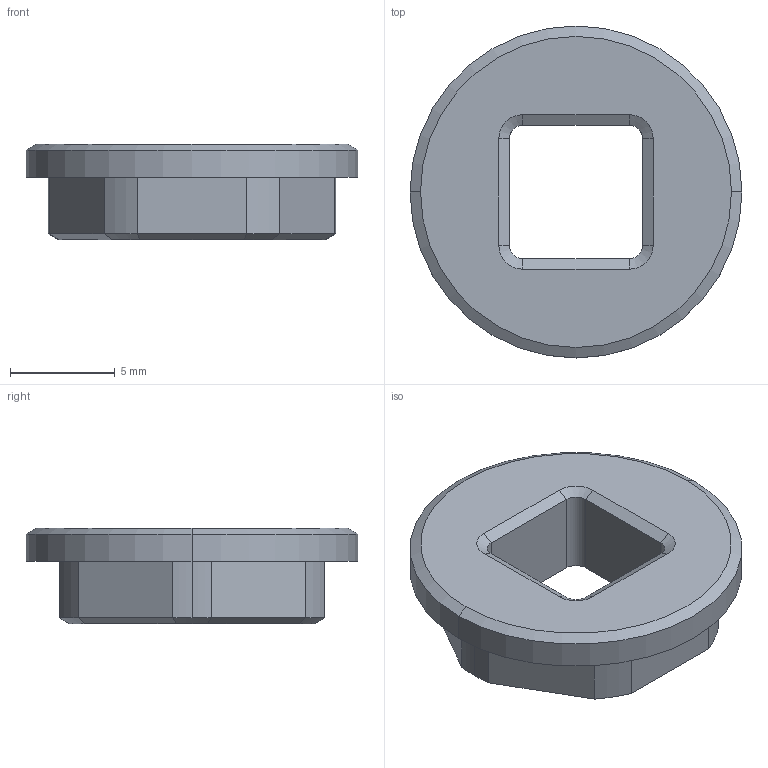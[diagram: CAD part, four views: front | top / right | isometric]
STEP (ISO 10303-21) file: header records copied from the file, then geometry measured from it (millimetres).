
FILE_DESCRIPTION (( 'STEP AP214' ), '1' );
FILE_NAME ('217-8004 0.125in 20210914.STEP', '2021-09-14T20:45:40', ( '' ), ( '' ), 'SwSTEP 2.0', 'SolidWorks 2019', '' );
FILE_SCHEMA (( 'AUTOMOTIVE_DESIGN' ));
Length unit declared in the file: millimetre
Products named in the file (1): 217-8004 0.125in 20210914
Bounding box: 15.88 x 15.88 x 4.59 mm (x, y, z)
Volume: 531.8 mm3; surface area: 603.7 mm2
Topology: 1 solids, 1 shells, 57 faces, 132 edges, 78 vertices
Faces by surface type: plane 27, cone 17, cylinder 13
Entity records: 1662 total; most frequent: CARTESIAN_POINT 304, DIRECTION 280, ORIENTED_EDGE 264, EDGE_CURVE 132, AXIS2_PLACEMENT_3D 102, VERTEX_POINT 78, VECTOR 76, LINE 76
